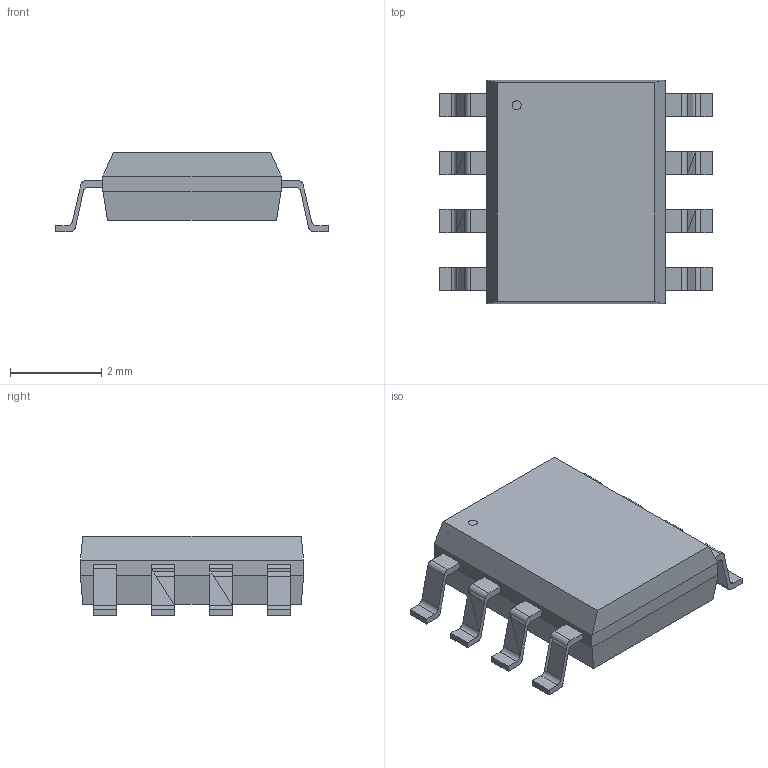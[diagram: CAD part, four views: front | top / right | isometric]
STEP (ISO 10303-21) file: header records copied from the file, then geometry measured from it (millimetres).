
FILE_DESCRIPTION(('FreeCAD Model'),'2;1');
FILE_NAME('parts/3DModels/CAN_Transceiver/CAN Transceiver.step','2018-01-04T01:56:11',('kicad StepUp'),('ksu MCAD'), 'Open CASCADE STEP processor 6.8','FreeCAD','Unknown');
FILE_SCHEMA(('AUTOMOTIVE_DESIGN_CC2 { 1 2 10303 214 -1 1 5 4 }'));
Length unit declared in the file: millimetre
Products named in the file (1): CAN_Transceiver
Bounding box: 5.99 x 4.9 x 1.75 mm (x, y, z)
Volume: 0.8 mm3; surface area: 79.8 mm2
Topology: 9 solids, 23 shells, 129 faces, 347 edges, 250 vertices
Faces by surface type: plane 96, cylinder 33
Full cylindrical faces by diameter (mm): 0.196 x1
Entity records: 4939 total; most frequent: CARTESIAN_POINT 728, DIRECTION 672, ORIENTED_EDGE 638, EDGE_CURVE 347, LINE 280, VECTOR 280, VERTEX_POINT 250, AXIS2_PLACEMENT_3D 196
